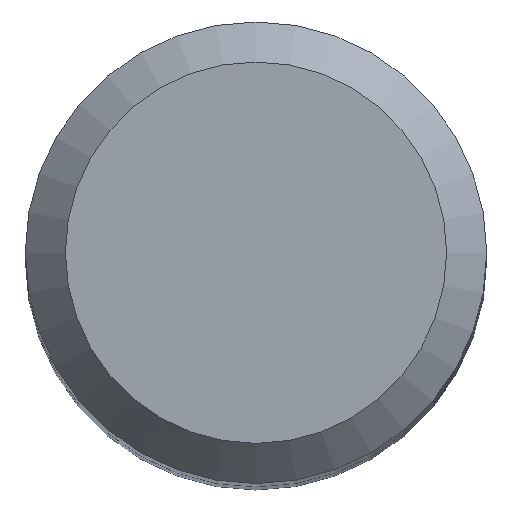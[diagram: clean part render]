
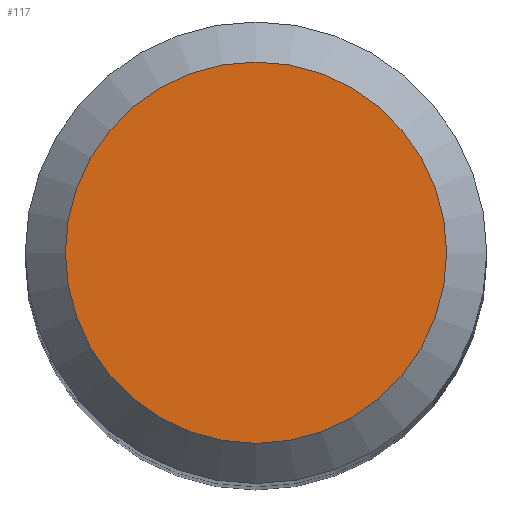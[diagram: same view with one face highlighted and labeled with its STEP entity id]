
A CAD part, top view. The second image highlights one B-rep face of the part: STEP entity #117.
In plain terms, the highlighted planar face has unit normal (0, 0, 1).
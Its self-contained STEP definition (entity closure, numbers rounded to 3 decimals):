
#15 = EDGE_CURVE ( 'NONE', #38, #38, #45, .T. ) ;
#25 = DIRECTION ( 'NONE',  ( 0., 1., 0. ) ) ;
#38 = VERTEX_POINT ( 'NONE', #133 ) ;
#45 = CIRCLE ( 'NONE', #109, 4.75 ) ;
#47 = DIRECTION ( 'NONE',  ( 0., 0., -1. ) ) ;
#54 = DIRECTION ( 'NONE',  ( 0., 1., 0. ) ) ;
#70 = PLANE ( 'NONE',  #149 ) ;
#90 = CARTESIAN_POINT ( 'NONE',  ( 0., 0., 95. ) ) ;
#97 = ORIENTED_EDGE ( 'NONE', *, *, #15, .F. ) ;
#109 = AXIS2_PLACEMENT_3D ( 'NONE', #144, #47, #25 ) ;
#117 = ADVANCED_FACE ( 'NONE', ( #161 ), #70, .F. ) ;
#129 = DIRECTION ( 'NONE',  ( 0., 0., -1. ) ) ;
#133 = CARTESIAN_POINT ( 'NONE',  ( 0., 4.75, 95. ) ) ;
#139 = EDGE_LOOP ( 'NONE', ( #97 ) ) ;
#144 = CARTESIAN_POINT ( 'NONE',  ( 0., 0., 95. ) ) ;
#149 = AXIS2_PLACEMENT_3D ( 'NONE', #90, #129, #54 ) ;
#161 = FACE_OUTER_BOUND ( 'NONE', #139, .T. ) ;
